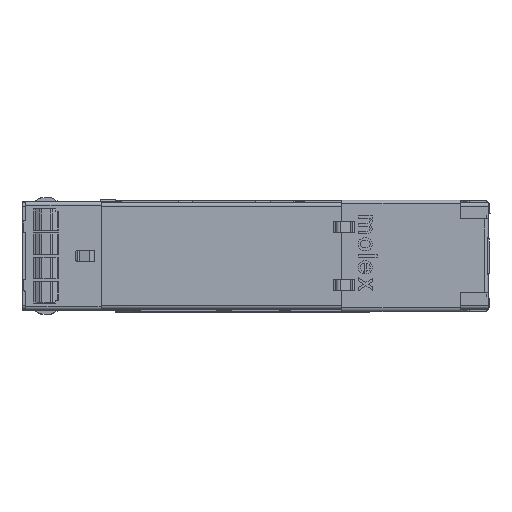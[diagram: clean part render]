
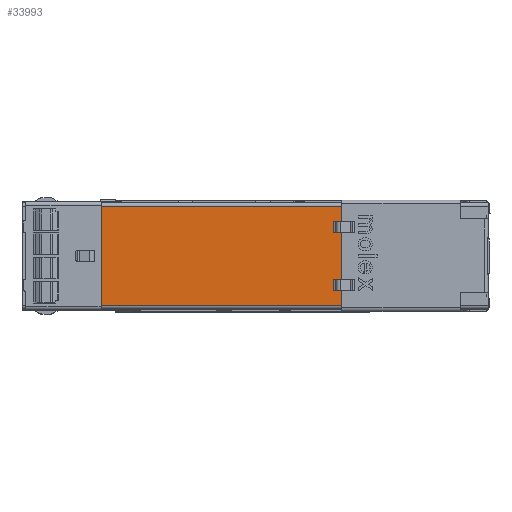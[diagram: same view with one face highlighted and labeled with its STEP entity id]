
A CAD part, top view. The second image highlights one B-rep face of the part: STEP entity #33993.
In plain terms, the highlighted planar face has unit normal (0, 0, 1).
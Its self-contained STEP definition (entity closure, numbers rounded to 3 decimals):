
#3715=DIRECTION('',(-1.,0.,0.));
#3716=VECTOR('',#3715,32.631);
#3717=CARTESIAN_POINT('',(97.171,7.389,8.55));
#3718=LINE('',#3717,#3716);
#3723=DIRECTION('',(0.,-1.,0.));
#3724=VECTOR('',#3723,13.5);
#3725=CARTESIAN_POINT('',(64.54,20.889,8.55));
#3726=LINE('',#3725,#3724);
#3727=DIRECTION('',(1.,0.,0.));
#3728=VECTOR('',#3727,0.435);
#3729=CARTESIAN_POINT('',(96.079,18.851,8.55));
#3730=LINE('',#3729,#3728);
#3731=DIRECTION('',(1.,0.,0.));
#3732=VECTOR('',#3731,0.435);
#3733=CARTESIAN_POINT('',(96.079,10.951,8.55));
#3734=LINE('',#3733,#3732);
#5479=DIRECTION('',(1.,0.,0.));
#5480=VECTOR('',#5479,32.631);
#5481=CARTESIAN_POINT('',(64.54,20.889,8.55));
#5482=LINE('',#5481,#5480);
#5500=DIRECTION('',(0.,-1.,0.));
#5501=VECTOR('',#5500,13.5);
#5502=CARTESIAN_POINT('',(97.171,20.889,8.55));
#5503=LINE('',#5502,#5501);
#17959=DIRECTION('',(1.,0.,0.));
#17960=VECTOR('',#17959,0.435);
#17961=CARTESIAN_POINT('',(96.079,17.327,8.55));
#17962=LINE('',#17961,#17960);
#17995=DIRECTION('',(0.,1.,0.));
#17996=VECTOR('',#17995,1.524);
#17997=CARTESIAN_POINT('',(96.514,17.327,8.55));
#17998=LINE('',#17997,#17996);
#18003=DIRECTION('',(0.,-1.,0.));
#18004=VECTOR('',#18003,1.524);
#18005=CARTESIAN_POINT('',(96.079,18.851,8.55));
#18006=LINE('',#18005,#18004);
#18111=DIRECTION('',(1.,0.,0.));
#18112=VECTOR('',#18111,0.435);
#18113=CARTESIAN_POINT('',(96.079,9.427,8.55));
#18114=LINE('',#18113,#18112);
#18147=DIRECTION('',(0.,1.,0.));
#18148=VECTOR('',#18147,1.524);
#18149=CARTESIAN_POINT('',(96.514,9.427,8.55));
#18150=LINE('',#18149,#18148);
#18155=DIRECTION('',(0.,-1.,0.));
#18156=VECTOR('',#18155,1.524);
#18157=CARTESIAN_POINT('',(96.079,10.951,8.55));
#18158=LINE('',#18157,#18156);
#22384=CARTESIAN_POINT('',(96.079,18.851,8.55));
#22385=CARTESIAN_POINT('',(96.079,17.327,8.55));
#22386=VERTEX_POINT('',#22384);
#22387=VERTEX_POINT('',#22385);
#22629=CARTESIAN_POINT('',(96.514,17.327,8.55));
#22630=VERTEX_POINT('',#22629);
#23157=CARTESIAN_POINT('',(96.079,10.951,8.55));
#23158=VERTEX_POINT('',#23157);
#23159=CARTESIAN_POINT('',(96.514,10.951,8.55));
#23160=VERTEX_POINT('',#23159);
#24183=CARTESIAN_POINT('',(96.514,9.427,8.55));
#24185=VERTEX_POINT('',#24183);
#24193=CARTESIAN_POINT('',(96.514,18.851,8.55));
#24194=VERTEX_POINT('',#24193);
#24375=CARTESIAN_POINT('',(97.171,7.389,8.55));
#24376=VERTEX_POINT('',#24375);
#24377=CARTESIAN_POINT('',(97.171,20.889,8.55));
#24378=VERTEX_POINT('',#24377);
#24417=CARTESIAN_POINT('',(96.079,9.427,8.55));
#24418=VERTEX_POINT('',#24417);
#27170=CARTESIAN_POINT('',(64.54,7.389,8.55));
#27171=VERTEX_POINT('',#27170);
#27176=CARTESIAN_POINT('',(64.54,20.889,8.55));
#27177=VERTEX_POINT('',#27176);
#33959=CARTESIAN_POINT('',(87.972,20.386,8.55));
#33960=DIRECTION('',(0.,0.,1.));
#33961=DIRECTION('',(0.,-1.,0.));
#33962=AXIS2_PLACEMENT_3D('',#33959,#33960,#33961);
#33963=PLANE('',#33962);
#33965=ORIENTED_EDGE('',*,*,#33964,.F.);
#33967=ORIENTED_EDGE('',*,*,#33966,.T.);
#33969=ORIENTED_EDGE('',*,*,#33968,.T.);
#33970=ORIENTED_EDGE('',*,*,#33949,.T.);
#33971=EDGE_LOOP('',(#33965,#33967,#33969,#33970));
#33972=FACE_OUTER_BOUND('',#33971,.F.);
#33974=ORIENTED_EDGE('',*,*,#33973,.T.);
#33976=ORIENTED_EDGE('',*,*,#33975,.T.);
#33978=ORIENTED_EDGE('',*,*,#33977,.T.);
#33980=ORIENTED_EDGE('',*,*,#33979,.F.);
#33981=EDGE_LOOP('',(#33974,#33976,#33978,#33980));
#33982=FACE_BOUND('',#33981,.F.);
#33984=ORIENTED_EDGE('',*,*,#33983,.T.);
#33986=ORIENTED_EDGE('',*,*,#33985,.T.);
#33988=ORIENTED_EDGE('',*,*,#33987,.T.);
#33990=ORIENTED_EDGE('',*,*,#33989,.F.);
#33991=EDGE_LOOP('',(#33984,#33986,#33988,#33990));
#33992=FACE_BOUND('',#33991,.F.);
#33993=ADVANCED_FACE('',(#33972,#33982,#33992),#33963,.T.);
#33949=EDGE_CURVE('',#24376,#27171,#3718,.T.);
#33964=EDGE_CURVE('',#27177,#27171,#3726,.T.);
#33966=EDGE_CURVE('',#27177,#24378,#5482,.T.);
#33968=EDGE_CURVE('',#24378,#24376,#5503,.T.);
#33973=EDGE_CURVE('',#22386,#22387,#18006,.T.);
#33975=EDGE_CURVE('',#22387,#22630,#17962,.T.);
#33977=EDGE_CURVE('',#22630,#24194,#17998,.T.);
#33979=EDGE_CURVE('',#22386,#24194,#3730,.T.);
#33983=EDGE_CURVE('',#23158,#24418,#18158,.T.);
#33985=EDGE_CURVE('',#24418,#24185,#18114,.T.);
#33987=EDGE_CURVE('',#24185,#23160,#18150,.T.);
#33989=EDGE_CURVE('',#23158,#23160,#3734,.T.);
